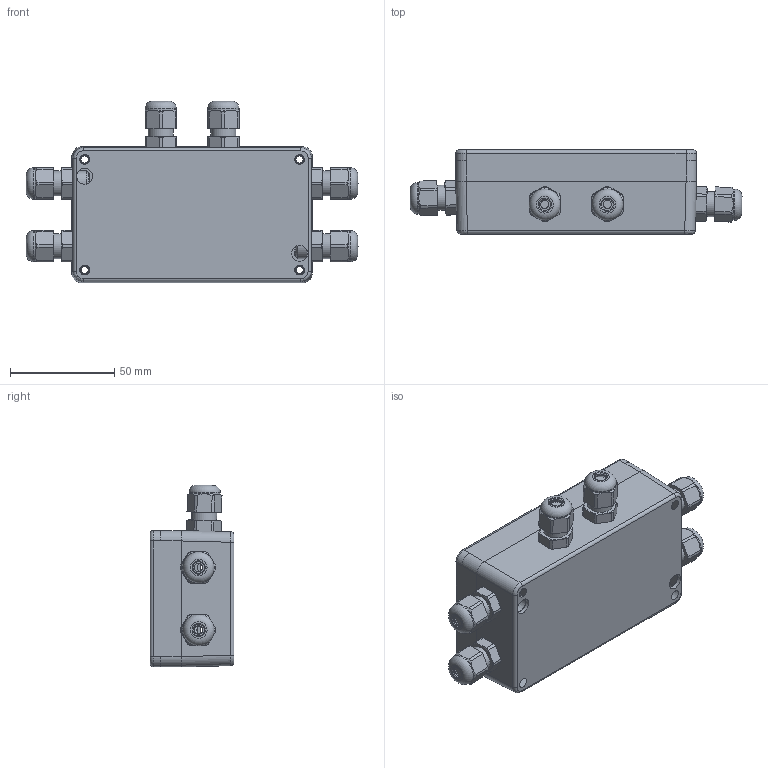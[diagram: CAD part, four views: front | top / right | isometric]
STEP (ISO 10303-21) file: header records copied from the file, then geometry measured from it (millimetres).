
FILE_DESCRIPTION(/* description */ (''),/* implementation_level */ '2;1');
FILE_NAME(/* name */ '3d_CONBOX_APONE.step',/* time_stamp */ '2021-08-04T14:14:30+02:00',/* author */ (''),/* organization */ (''),/* preprocessor_version */ 'ST-DEVELOPER v18.1',/* originating_system */ 'Autodesk Translation Framework v10.9.0.1377',/* authorisation */ '');
FILE_SCHEMA (('AUTOMOTIVE_DESIGN { 1 0 10303 214 3 1 1 }'));
Length unit declared in the file: millimetre
Products named in the file (5): CONBOX; G203; 1550Z111 BOX; 1550Z106 LID; M12_dlawnica
Assembly tree (9 placements, depth 3):
  CONBOX
    G203
      1550Z111 BOX
      1550Z106 LID
    M12_dlawnica  x6
Bounding box: 159.11 x 40.2 x 87.22 mm (x, y, z)
Volume: 109319.4 mm3; surface area: 73699.5 mm2
Topology: 8 solids, 8 shells, 565 faces, 1345 edges, 842 vertices
Faces by surface type: plane 189, cylinder 186, cone 130, torus 52, bspline 8
Full cylindrical faces by diameter (mm): 3.5 x4, 4 x6, 4.2 x4, 4.966 x2, 5.5 x10, 6 x6, 7.68 x2, 8 x4, 9.957 x6, 12 x12, 15 x6
Entity records: 8878 total; most frequent: CARTESIAN_POINT 1818, DIRECTION 1529, ORIENTED_EDGE 1360, EDGE_CURVE 680, AXIS2_PLACEMENT_3D 606, VERTEX_POINT 427, EDGE_LOOP 329, LINE 317
